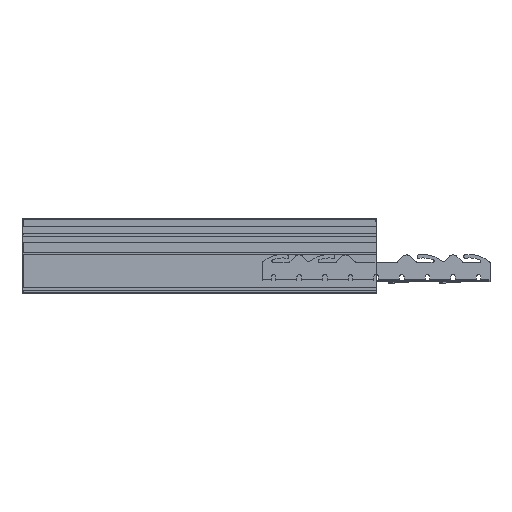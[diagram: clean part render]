
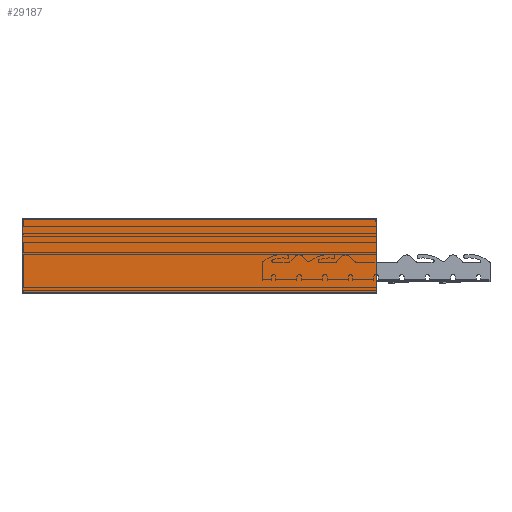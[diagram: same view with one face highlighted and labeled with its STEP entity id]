
A CAD part, left-side view. The second image highlights one B-rep face of the part: STEP entity #29187.
In plain terms, the highlighted planar face has unit normal (-1, 0, 0).
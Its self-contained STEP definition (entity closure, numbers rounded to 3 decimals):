
#2027=FACE_OUTER_BOUND('',#3607,.T.);
#3607=EDGE_LOOP('',(#20350,#20351,#20352,#20353));
#5422=LINE('',#42843,#8532);
#5823=LINE('',#44210,#8933);
#5868=LINE('',#44317,#8978);
#5869=LINE('',#44319,#8979);
#8532=VECTOR('',#33704,10.);
#8933=VECTOR('',#34923,10.);
#8978=VECTOR('',#35042,10.);
#8979=VECTOR('',#35045,10.);
#11669=VERTEX_POINT('',#42840);
#11670=VERTEX_POINT('',#42842);
#12182=VERTEX_POINT('',#44207);
#12183=VERTEX_POINT('',#44209);
#14569=EDGE_CURVE('',#11669,#11670,#5422,.T.);
#15234=EDGE_CURVE('',#12182,#12183,#5823,.T.);
#15292=EDGE_CURVE('',#12183,#11669,#5868,.T.);
#15293=EDGE_CURVE('',#12182,#11670,#5869,.T.);
#20350=ORIENTED_EDGE('',*,*,#15292,.F.);
#20351=ORIENTED_EDGE('',*,*,#15234,.F.);
#20352=ORIENTED_EDGE('',*,*,#15293,.T.);
#20353=ORIENTED_EDGE('',*,*,#14569,.F.);
#28227=PLANE('',#31093);
#29187=ADVANCED_FACE('',(#2027),#28227,.F.);
#31093=AXIS2_PLACEMENT_3D('',#44318,#35043,#35044);
#33704=DIRECTION('',(0.,0.,1.));
#34923=DIRECTION('',(0.,0.,-1.));
#35042=DIRECTION('',(0.,1.,0.));
#35043=DIRECTION('center_axis',(1.,0.,0.));
#35044=DIRECTION('ref_axis',(0.,0.,
-1.));
#35045=DIRECTION('',(0.,1.,0.));
#42840=CARTESIAN_POINT('',(-26.,26.,0.2));
#42842=CARTESIAN_POINT('',(-26.,26.,64.8));
#42843=CARTESIAN_POINT('',(-26.,26.,0.2));
#44207=CARTESIAN_POINT('',(-26.,-285.,64.8));
#44209=CARTESIAN_POINT('',(-26.,-285.,0.2));
#44210=CARTESIAN_POINT('',(-26.,-285.,0.2));
#44317=CARTESIAN_POINT('',(-26.,-129.5,0.2));
#44318=CARTESIAN_POINT('Origin',(-26.,-129.5,65.));
#44319=CARTESIAN_POINT('',(-26.,-129.5,64.8));
